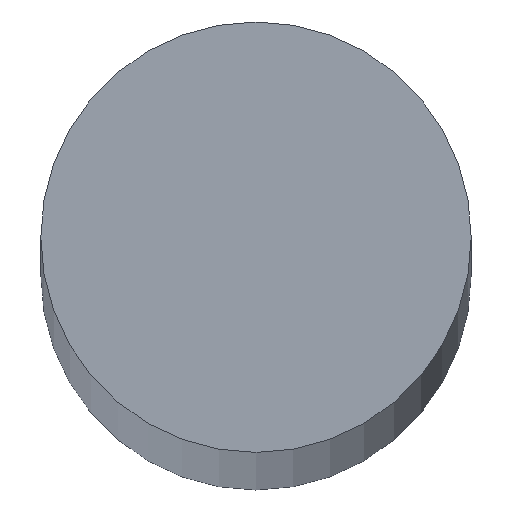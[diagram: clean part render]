
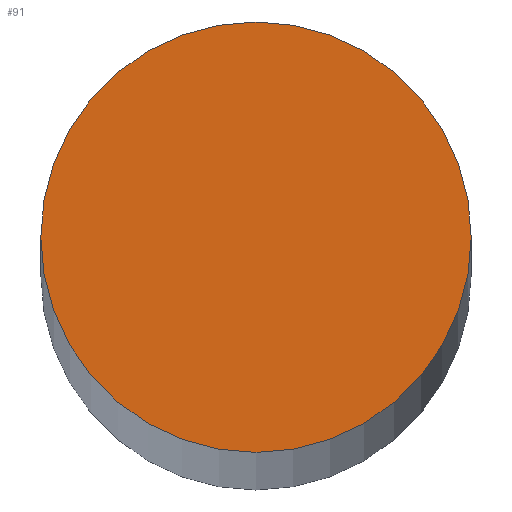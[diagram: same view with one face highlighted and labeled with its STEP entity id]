
A CAD part, top view. The second image highlights one B-rep face of the part: STEP entity #91.
In plain terms, the highlighted planar face has unit normal (0, 0, 1).
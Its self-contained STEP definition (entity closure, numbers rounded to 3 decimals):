
#12 = DIRECTION ( 'NONE',  ( 1., 0., 0. ) ) ;
#17 = ORIENTED_EDGE ( 'NONE', *, *, #126, .T. ) ;
#20 = PLANE ( 'NONE',  #102 ) ;
#34 = VERTEX_POINT ( 'NONE', #128 ) ;
#35 = CIRCLE ( 'NONE', #121, 20. ) ;
#37 = CARTESIAN_POINT ( 'NONE',  ( 0., 0., 2000. ) ) ;
#63 = CARTESIAN_POINT ( 'NONE',  ( 0., 0., 2000. ) ) ;
#66 = VERTEX_POINT ( 'NONE', #95 ) ;
#68 = CIRCLE ( 'NONE', #134, 20. ) ;
#69 = DIRECTION ( 'NONE',  ( 0., 0., 1. ) ) ;
#76 = EDGE_CURVE ( 'NONE', #66, #34, #68, .T. ) ;
#91 = ADVANCED_FACE ( 'NONE', ( #122 ), #20, .T. ) ;
#95 = CARTESIAN_POINT ( 'NONE',  ( 20., 0., 2000. ) ) ;
#96 = DIRECTION ( 'NONE',  ( 1., 0., 0. ) ) ;
#98 = DIRECTION ( 'NONE',  ( 0., 0., 1. ) ) ;
#100 = DIRECTION ( 'NONE',  ( 1., 0., 0. ) ) ;
#102 = AXIS2_PLACEMENT_3D ( 'NONE', #123, #98, #12 ) ;
#116 = ORIENTED_EDGE ( 'NONE', *, *, #76, .T. ) ;
#121 = AXIS2_PLACEMENT_3D ( 'NONE', #63, #136, #100 ) ;
#122 = FACE_OUTER_BOUND ( 'NONE', #129, .T. ) ;
#123 = CARTESIAN_POINT ( 'NONE',  ( 0., 0., 2000. ) ) ;
#126 = EDGE_CURVE ( 'NONE', #34, #66, #35, .T. ) ;
#128 = CARTESIAN_POINT ( 'NONE',  ( -20., 0., 2000. ) ) ;
#129 = EDGE_LOOP ( 'NONE', ( #17, #116 ) ) ;
#134 = AXIS2_PLACEMENT_3D ( 'NONE', #37, #69, #96 ) ;
#136 = DIRECTION ( 'NONE',  ( 0., 0., 1. ) ) ;
